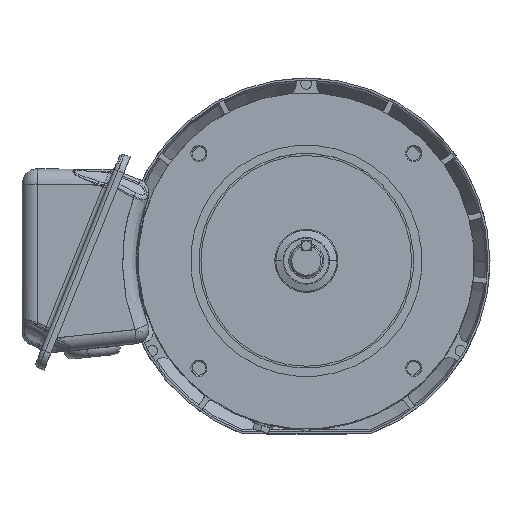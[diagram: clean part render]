
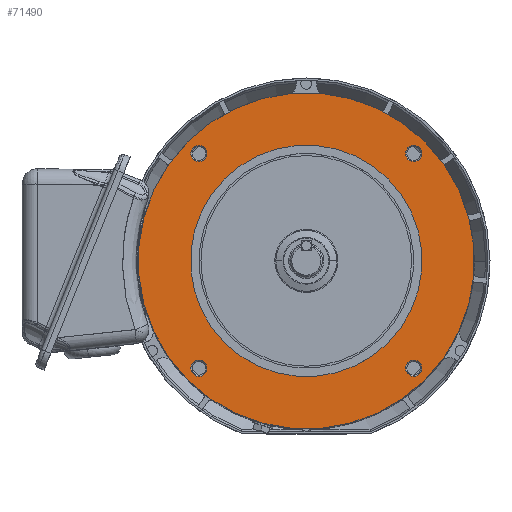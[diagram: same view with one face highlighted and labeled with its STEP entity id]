
A CAD part, top view. The second image highlights one B-rep face of the part: STEP entity #71490.
In plain terms, the highlighted planar face has unit normal (0, 0, 1).
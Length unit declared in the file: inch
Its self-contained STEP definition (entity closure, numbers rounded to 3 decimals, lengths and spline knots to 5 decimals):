
#2460 = CARTESIAN_POINT ( 'NONE',  ( -2.08791, -2.08791, 5.62535 ) ) ;
#3050 = AXIS2_PLACEMENT_3D ( 'NONE', #2460, #79809, #90073 ) ;
#3959 = DIRECTION ( 'NONE',  ( 0., 0., 1. ) ) ;
#5336 = FACE_BOUND ( 'NONE', #102866, .T. ) ;
#7113 = CIRCLE ( 'NONE', #69105, 0.15748 ) ;
#9375 = VERTEX_POINT ( 'NONE', #61882 ) ;
#11120 = EDGE_CURVE ( 'NONE', #84491, #103030, #100141, .T. ) ;
#12236 = CARTESIAN_POINT ( 'NONE',  ( 1.59099, -1.59099, 5.62535 ) ) ;
#12441 = EDGE_LOOP ( 'NONE', ( #49481, #42313 ) ) ;
#12656 = CIRCLE ( 'NONE', #102410, 3.26772 ) ;
#13191 = DIRECTION ( 'NONE',  ( -0.707, 0.707, 0. ) ) ;
#13906 = VERTEX_POINT ( 'NONE', #35479 ) ;
#15216 = CARTESIAN_POINT ( 'NONE',  ( -2.19927, 2.19927, 5.62535 ) ) ;
#15317 = CARTESIAN_POINT ( 'NONE',  ( 0., 0., 5.62535 ) ) ;
#16253 = AXIS2_PLACEMENT_3D ( 'NONE', #67966, #102256, #13191 ) ;
#17268 = EDGE_CURVE ( 'NONE', #32817, #41893, #25551, .T. ) ;
#17721 = EDGE_CURVE ( 'NONE', #22198, #61625, #118224, .T. ) ;
#18212 = AXIS2_PLACEMENT_3D ( 'NONE', #59106, #139446, #83099 ) ;
#19860 = VERTEX_POINT ( 'NONE', #92284 ) ;
#21637 = DIRECTION ( 'NONE',  ( -0.707, 0.707, 0. ) ) ;
#22198 = VERTEX_POINT ( 'NONE', #12236 ) ;
#23031 = CIRCLE ( 'NONE', #18212, 0.15748 ) ;
#25551 = CIRCLE ( 'NONE', #62963, 0.15748 ) ;
#26769 = ORIENTED_EDGE ( 'NONE', *, *, #27613, .F. ) ;
#27613 = EDGE_CURVE ( 'NONE', #61625, #22198, #143178, .T. ) ;
#29409 = ORIENTED_EDGE ( 'NONE', *, *, #11120, .F. ) ;
#29696 = EDGE_CURVE ( 'NONE', #103030, #84491, #33549, .T. ) ;
#29789 = EDGE_CURVE ( 'NONE', #48912, #13906, #23031, .T. ) ;
#29818 = FACE_BOUND ( 'NONE', #137203, .T. ) ;
#32817 = VERTEX_POINT ( 'NONE', #15216 ) ;
#33392 = CARTESIAN_POINT ( 'NONE',  ( -1.59099, 1.59099, 5.62535 ) ) ;
#33438 = EDGE_LOOP ( 'NONE', ( #119601, #112824 ) ) ;
#33549 = CIRCLE ( 'NONE', #46227, 0.15748 ) ;
#33862 = CARTESIAN_POINT ( 'NONE',  ( 2.19927, 2.19927, 5.62535 ) ) ;
#34847 = CIRCLE ( 'NONE', #3050, 0.15748 ) ;
#35270 = EDGE_CURVE ( 'NONE', #13906, #48912, #34847, .T. ) ;
#35479 = CARTESIAN_POINT ( 'NONE',  ( -1.97656, -1.97656, 5.62535 ) ) ;
#36345 = CARTESIAN_POINT ( 'NONE',  ( 0., 0., 5.62535 ) ) ;
#36725 = CIRCLE ( 'NONE', #138421, 0.15748 ) ;
#41893 = VERTEX_POINT ( 'NONE', #57304 ) ;
#42119 = FACE_BOUND ( 'NONE', #33438, .T. ) ;
#42313 = ORIENTED_EDGE ( 'NONE', *, *, #35270, .F. ) ;
#44202 = ORIENTED_EDGE ( 'NONE', *, *, #29696, .F. ) ;
#44380 = ORIENTED_EDGE ( 'NONE', *, *, #104131, .F. ) ;
#46227 = AXIS2_PLACEMENT_3D ( 'NONE', #58147, #103695, #113015 ) ;
#46407 = EDGE_CURVE ( 'NONE', #130030, #86727, #80923, .T. ) ;
#47006 = CARTESIAN_POINT ( 'NONE',  ( 2.08791, 2.08791, 5.62535 ) ) ;
#48577 = DIRECTION ( 'NONE',  ( 0., 0., -1. ) ) ;
#48912 = VERTEX_POINT ( 'NONE', #58255 ) ;
#49481 = ORIENTED_EDGE ( 'NONE', *, *, #29789, .F. ) ;
#49674 = AXIS2_PLACEMENT_3D ( 'NONE', #51833, #73909, #63091 ) ;
#50575 = DIRECTION ( 'NONE',  ( -0.707, 0.707, 0. ) ) ;
#50903 = EDGE_CURVE ( 'NONE', #19860, #9375, #7113, .T. ) ;
#51833 = CARTESIAN_POINT ( 'NONE',  ( 2.31062, -2.31062, 5.62535 ) ) ;
#54116 = EDGE_CURVE ( 'NONE', #9375, #19860, #108092, .T. ) ;
#56839 = DIRECTION ( 'NONE',  ( 0., 0., -1. ) ) ;
#57304 = CARTESIAN_POINT ( 'NONE',  ( -1.97656, 1.97656, 5.62535 ) ) ;
#57322 = CARTESIAN_POINT ( 'NONE',  ( -2.31062, 2.31062, 5.62535 ) ) ;
#57819 = FACE_BOUND ( 'NONE', #12441, .T. ) ;
#57845 = DIRECTION ( 'NONE',  ( 0., 0., 1. ) ) ;
#58147 = CARTESIAN_POINT ( 'NONE',  ( 2.08791, 2.08791, 5.62535 ) ) ;
#58255 = CARTESIAN_POINT ( 'NONE',  ( -2.19927, -2.19927, 5.62535 ) ) ;
#58454 = DIRECTION ( 'NONE',  ( -0.707, -0.707, 0. ) ) ;
#59106 = CARTESIAN_POINT ( 'NONE',  ( -2.08791, -2.08791, 5.62535 ) ) ;
#59728 = EDGE_LOOP ( 'NONE', ( #134719, #44380 ) ) ;
#61625 = VERTEX_POINT ( 'NONE', #33392 ) ;
#61882 = CARTESIAN_POINT ( 'NONE',  ( 2.19927, -1.97656, 5.62535 ) ) ;
#62963 = AXIS2_PLACEMENT_3D ( 'NONE', #95632, #141185, #50575 ) ;
#63091 = DIRECTION ( 'NONE',  ( 0.707, -0.707, 0. ) ) ;
#64908 = FACE_OUTER_BOUND ( 'NONE', #98505, .T. ) ;
#64973 = ORIENTED_EDGE ( 'NONE', *, *, #46407, .F. ) ;
#67093 = CARTESIAN_POINT ( 'NONE',  ( -2.08791, 2.08791, 5.62535 ) ) ;
#67681 = AXIS2_PLACEMENT_3D ( 'NONE', #36345, #57845, #80380 ) ;
#67966 = CARTESIAN_POINT ( 'NONE',  ( 0., 0., 5.62535 ) ) ;
#69105 = AXIS2_PLACEMENT_3D ( 'NONE', #102512, #113794, #58454 ) ;
#71490 = ADVANCED_FACE ( 'NONE', ( #131447, #29818, #42119, #57819, #5336, #64908 ), #120842, .F. ) ;
#72877 = ORIENTED_EDGE ( 'NONE', *, *, #74761, .F. ) ;
#73909 = DIRECTION ( 'NONE',  ( 0., 0., -1. ) ) ;
#74761 = EDGE_CURVE ( 'NONE', #86727, #130030, #12656, .T. ) ;
#77882 = DIRECTION ( 'NONE',  ( 0., 0., 1. ) ) ;
#78063 = AXIS2_PLACEMENT_3D ( 'NONE', #113173, #56839, #113648 ) ;
#79809 = DIRECTION ( 'NONE',  ( 0., 0., 1. ) ) ;
#80380 = DIRECTION ( 'NONE',  ( -0.707, 0.707, 0. ) ) ;
#80923 = CIRCLE ( 'NONE', #78063, 3.26772 ) ;
#81235 = CARTESIAN_POINT ( 'NONE',  ( 1.97656, 1.97656, 5.62535 ) ) ;
#82232 = CARTESIAN_POINT ( 'NONE',  ( 2.31062, -2.31062, 5.62535 ) ) ;
#83099 = DIRECTION ( 'NONE',  ( -0.707, -0.707, 0. ) ) ;
#84491 = VERTEX_POINT ( 'NONE', #81235 ) ;
#86727 = VERTEX_POINT ( 'NONE', #57322 ) ;
#90073 = DIRECTION ( 'NONE',  ( -0.707, -0.707, 0. ) ) ;
#92284 = CARTESIAN_POINT ( 'NONE',  ( 1.97656, -2.19927, 5.62535 ) ) ;
#95632 = CARTESIAN_POINT ( 'NONE',  ( -2.08791, 2.08791, 5.62535 ) ) ;
#98505 = EDGE_LOOP ( 'NONE', ( #72877, #64973 ) ) ;
#100141 = CIRCLE ( 'NONE', #112301, 0.15748 ) ;
#102256 = DIRECTION ( 'NONE',  ( 0., 0., 1. ) ) ;
#102279 = CARTESIAN_POINT ( 'NONE',  ( 2.08791, -2.08791, 5.62535 ) ) ;
#102410 = AXIS2_PLACEMENT_3D ( 'NONE', #15317, #48577, #126864 ) ;
#102512 = CARTESIAN_POINT ( 'NONE',  ( 2.08791, -2.08791, 5.62535 ) ) ;
#102866 = EDGE_LOOP ( 'NONE', ( #26769, #137134 ) ) ;
#103030 = VERTEX_POINT ( 'NONE', #33862 ) ;
#103695 = DIRECTION ( 'NONE',  ( 0., 0., 1. ) ) ;
#104131 = EDGE_CURVE ( 'NONE', #41893, #32817, #36725, .T. ) ;
#108092 = CIRCLE ( 'NONE', #132359, 0.15748 ) ;
#112301 = AXIS2_PLACEMENT_3D ( 'NONE', #47006, #3959, #137616 ) ;
#112824 = ORIENTED_EDGE ( 'NONE', *, *, #54116, .F. ) ;
#113015 = DIRECTION ( 'NONE',  ( -0.707, -0.707, 0. ) ) ;
#113173 = CARTESIAN_POINT ( 'NONE',  ( 0., 0., 5.62535 ) ) ;
#113648 = DIRECTION ( 'NONE',  ( -0.707, 0.707, 0. ) ) ;
#113794 = DIRECTION ( 'NONE',  ( 0., 0., 1. ) ) ;
#118224 = CIRCLE ( 'NONE', #16253, 2.25 ) ;
#119601 = ORIENTED_EDGE ( 'NONE', *, *, #50903, .F. ) ;
#120842 = PLANE ( 'NONE',  #49674 ) ;
#123778 = DIRECTION ( 'NONE',  ( 0., 0., 1. ) ) ;
#126864 = DIRECTION ( 'NONE',  ( -0.707, 0.707, 0. ) ) ;
#130030 = VERTEX_POINT ( 'NONE', #82232 ) ;
#131447 = FACE_BOUND ( 'NONE', #59728, .T. ) ;
#132359 = AXIS2_PLACEMENT_3D ( 'NONE', #102279, #123778, #135063 ) ;
#134719 = ORIENTED_EDGE ( 'NONE', *, *, #17268, .F. ) ;
#135063 = DIRECTION ( 'NONE',  ( -0.707, -0.707, 0. ) ) ;
#137134 = ORIENTED_EDGE ( 'NONE', *, *, #17721, .F. ) ;
#137203 = EDGE_LOOP ( 'NONE', ( #29409, #44202 ) ) ;
#137616 = DIRECTION ( 'NONE',  ( -0.707, -0.707, 0. ) ) ;
#138421 = AXIS2_PLACEMENT_3D ( 'NONE', #67093, #77882, #21637 ) ;
#139446 = DIRECTION ( 'NONE',  ( 0., 0., 1. ) ) ;
#141185 = DIRECTION ( 'NONE',  ( 0., 0., 1. ) ) ;
#143178 = CIRCLE ( 'NONE', #67681, 2.25 ) ;
